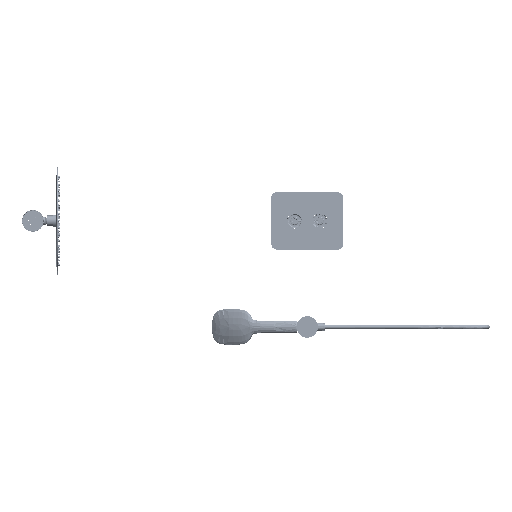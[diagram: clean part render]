
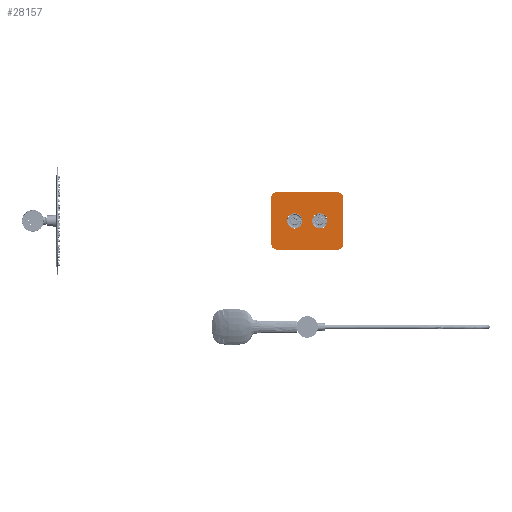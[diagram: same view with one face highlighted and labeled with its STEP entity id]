
A CAD part, left-side view. The second image highlights one B-rep face of the part: STEP entity #28157.
In plain terms, the highlighted planar face has unit normal (-1, 0, 0).
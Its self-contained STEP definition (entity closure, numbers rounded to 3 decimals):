
#729 = ORIENTED_EDGE ( 'NONE', *, *, #187518, .T. ) ;
#1283 = EDGE_CURVE ( 'NONE', #79148, #79148, #345773, .T. ) ;
#3772 = VERTEX_POINT ( 'NONE', #419929 ) ;
#4264 = LINE ( 'NONE', #77852, #193235 ) ;
#5598 = LINE ( 'NONE', #131255, #192785 ) ;
#7767 = CARTESIAN_POINT ( 'NONE',  ( -14.8, 70., 21.25 ) ) ;
#12797 = EDGE_CURVE ( 'NONE', #244467, #290541, #75432, .T. ) ;
#28157 = ADVANCED_FACE ( 'NONE', ( #297233, #337281, #131952 ), #368553, .T. ) ;
#41083 = CARTESIAN_POINT ( 'NONE',  ( -14.8, 0., 21.25 ) ) ;
#46068 = VECTOR ( 'NONE', #422713, 1000. ) ;
#56884 = CARTESIAN_POINT ( 'NONE',  ( -14.8, 135., 65. ) ) ;
#57248 = VERTEX_POINT ( 'NONE', #56884 ) ;
#59367 = VERTEX_POINT ( 'NONE', #272722 ) ;
#59668 = EDGE_CURVE ( 'NONE', #3772, #244467, #261610, .T. ) ;
#62401 = DIRECTION ( 'NONE',  ( -1., 0., 0. ) ) ;
#62859 = DIRECTION ( 'NONE',  ( -1., 0., 0. ) ) ;
#65353 = CARTESIAN_POINT ( 'NONE',  ( -14.8, 120., 80. ) ) ;
#66621 = DIRECTION ( 'NONE',  ( 0., -1., 0. ) ) ;
#67231 = EDGE_CURVE ( 'NONE', #57248, #3772, #5598, .T. ) ;
#75432 = LINE ( 'NONE', #140126, #203959 ) ;
#77852 = CARTESIAN_POINT ( 'NONE',  ( -14.8, -65., -80. ) ) ;
#79148 = VERTEX_POINT ( 'NONE', #7767 ) ;
#93671 = DIRECTION ( 'NONE',  ( 0., 0., 1. ) ) ;
#104908 = DIRECTION ( 'NONE',  ( 0., 0., 1. ) ) ;
#106098 = ORIENTED_EDGE ( 'NONE', *, *, #1283, .F. ) ;
#123368 = CARTESIAN_POINT ( 'NONE',  ( -14.8, -50., -65. ) ) ;
#131255 = CARTESIAN_POINT ( 'NONE',  ( -14.8, 135., 80. ) ) ;
#131952 = FACE_OUTER_BOUND ( 'NONE', #197890, .T. ) ;
#133213 = EDGE_CURVE ( 'NONE', #59367, #398252, #396096, .T. ) ;
#133455 = DIRECTION ( 'NONE',  ( 0., 0., -1. ) ) ;
#140126 = CARTESIAN_POINT ( 'NONE',  ( -14.8, 135., -80. ) ) ;
#140891 = CARTESIAN_POINT ( 'NONE',  ( -14.8, -50., 65. ) ) ;
#143082 = DIRECTION ( 'NONE',  ( 0., 0., 1. ) ) ;
#152276 = ORIENTED_EDGE ( 'NONE', *, *, #208504, .T. ) ;
#153996 = AXIS2_PLACEMENT_3D ( 'NONE', #343693, #377118, #104908 ) ;
#154581 = CARTESIAN_POINT ( 'NONE',  ( -14.8, 120., 65. ) ) ;
#160169 = AXIS2_PLACEMENT_3D ( 'NONE', #332917, #62859, #372910 ) ;
#165653 = CARTESIAN_POINT ( 'NONE',  ( -14.8, -50., 80. ) ) ;
#168543 = ORIENTED_EDGE ( 'NONE', *, *, #12797, .T. ) ;
#187518 = EDGE_CURVE ( 'NONE', #398252, #382041, #424897, .T. ) ;
#192785 = VECTOR ( 'NONE', #133455, 1000. ) ;
#193235 = VECTOR ( 'NONE', #243001, 1000. ) ;
#196159 = CARTESIAN_POINT ( 'NONE',  ( -14.8, -65., -65. ) ) ;
#197890 = EDGE_LOOP ( 'NONE', ( #168543, #233504, #337773, #387559, #729, #152276, #327476, #250465 ) ) ;
#203959 = VECTOR ( 'NONE', #66621, 1000. ) ;
#205642 = EDGE_CURVE ( 'NONE', #290541, #220997, #352711, .T. ) ;
#206250 = VERTEX_POINT ( 'NONE', #41083 ) ;
#208504 = EDGE_CURVE ( 'NONE', #382041, #57248, #381279, .T. ) ;
#215233 = DIRECTION ( 'NONE',  ( -1., 0., 0. ) ) ;
#217269 = AXIS2_PLACEMENT_3D ( 'NONE', #123368, #255121, #223807 ) ;
#220997 = VERTEX_POINT ( 'NONE', #196159 ) ;
#223807 = DIRECTION ( 'NONE',  ( 0., 0., 1. ) ) ;
#232098 = AXIS2_PLACEMENT_3D ( 'NONE', #140891, #274882, #143082 ) ;
#233504 = ORIENTED_EDGE ( 'NONE', *, *, #205642, .T. ) ;
#243001 = DIRECTION ( 'NONE',  ( 0., 0., 1. ) ) ;
#244467 = VERTEX_POINT ( 'NONE', #262865 ) ;
#249695 = CARTESIAN_POINT ( 'NONE',  ( -14.8, -50., -80. ) ) ;
#250465 = ORIENTED_EDGE ( 'NONE', *, *, #59668, .T. ) ;
#250705 = DIRECTION ( 'NONE',  ( 0., 0., 1. ) ) ;
#255067 = EDGE_LOOP ( 'NONE', ( #256906 ) ) ;
#255121 = DIRECTION ( 'NONE',  ( -1., 0., 0. ) ) ;
#256906 = ORIENTED_EDGE ( 'NONE', *, *, #432610, .F. ) ;
#261610 = CIRCLE ( 'NONE', #311305, 15. ) ;
#262865 = CARTESIAN_POINT ( 'NONE',  ( -14.8, 120., -80. ) ) ;
#265470 = CARTESIAN_POINT ( 'NONE',  ( -14.8, 120., -65. ) ) ;
#272722 = CARTESIAN_POINT ( 'NONE',  ( -14.8, -65., 65. ) ) ;
#274882 = DIRECTION ( 'NONE',  ( -1., 0., 0. ) ) ;
#282204 = CARTESIAN_POINT ( 'NONE',  ( -14.8, 70., 0. ) ) ;
#282787 = EDGE_LOOP ( 'NONE', ( #106098 ) ) ;
#290541 = VERTEX_POINT ( 'NONE', #249695 ) ;
#297233 = FACE_BOUND ( 'NONE', #255067, .T. ) ;
#311305 = AXIS2_PLACEMENT_3D ( 'NONE', #265470, #62401, #93671 ) ;
#315696 = DIRECTION ( 'NONE',  ( 0., 0., 1. ) ) ;
#317689 = DIRECTION ( 'NONE',  ( -1., 0., 0. ) ) ;
#327476 = ORIENTED_EDGE ( 'NONE', *, *, #67231, .T. ) ;
#331679 = AXIS2_PLACEMENT_3D ( 'NONE', #154581, #317689, #250705 ) ;
#332917 = CARTESIAN_POINT ( 'NONE',  ( -14.8, 70., 0. ) ) ;
#337281 = FACE_BOUND ( 'NONE', #282787, .T. ) ;
#337773 = ORIENTED_EDGE ( 'NONE', *, *, #416076, .T. ) ;
#343693 = CARTESIAN_POINT ( 'NONE',  ( -14.8, 0., 0. ) ) ;
#345773 = CIRCLE ( 'NONE', #395756, 21.25 ) ;
#352711 = CIRCLE ( 'NONE', #217269, 15. ) ;
#355769 = CARTESIAN_POINT ( 'NONE',  ( -14.8, -65., 80. ) ) ;
#368553 = PLANE ( 'NONE',  #160169 ) ;
#372910 = DIRECTION ( 'NONE',  ( 0., 0., 1. ) ) ;
#377118 = DIRECTION ( 'NONE',  ( -1., 0., 0. ) ) ;
#381279 = CIRCLE ( 'NONE', #331679, 15. ) ;
#382041 = VERTEX_POINT ( 'NONE', #65353 ) ;
#387559 = ORIENTED_EDGE ( 'NONE', *, *, #133213, .T. ) ;
#395756 = AXIS2_PLACEMENT_3D ( 'NONE', #282204, #215233, #315696 ) ;
#396096 = CIRCLE ( 'NONE', #232098, 15. ) ;
#398252 = VERTEX_POINT ( 'NONE', #165653 ) ;
#416076 = EDGE_CURVE ( 'NONE', #220997, #59367, #4264, .T. ) ;
#419929 = CARTESIAN_POINT ( 'NONE',  ( -14.8, 135., -65. ) ) ;
#422713 = DIRECTION ( 'NONE',  ( 0., 1., 0. ) ) ;
#424897 = LINE ( 'NONE', #355769, #46068 ) ;
#432610 = EDGE_CURVE ( 'NONE', #206250, #206250, #439158, .T. ) ;
#439158 = CIRCLE ( 'NONE', #153996, 21.25 ) ;
